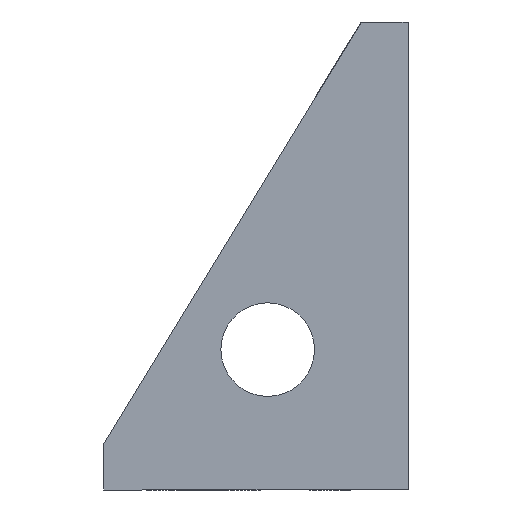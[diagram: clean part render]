
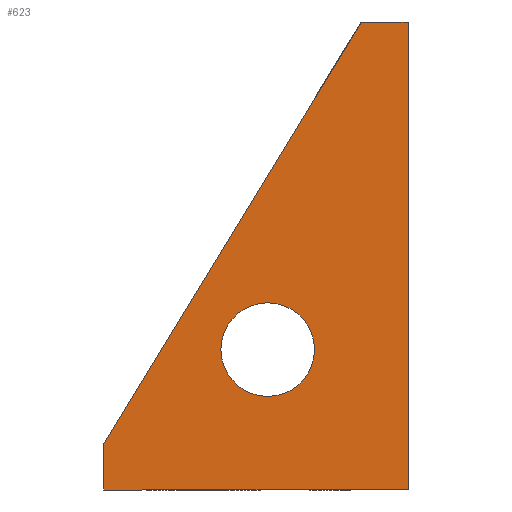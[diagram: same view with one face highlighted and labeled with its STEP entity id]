
A CAD part, front view. The second image highlights one B-rep face of the part: STEP entity #623.
In plain terms, the highlighted planar face has unit normal (0, -1, 0).
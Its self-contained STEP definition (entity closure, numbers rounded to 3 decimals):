
#233=EDGE_CURVE('',#259,#243,#667,.T.);
#243=VERTEX_POINT('',#678);
#259=VERTEX_POINT('',#695);
#293=EDGE_CURVE('',#321,#409,#736,.T.);
#321=VERTEX_POINT('',#767);
#405=EDGE_CURVE('',#409,#321,#865,.T.);
#409=VERTEX_POINT('',#869);
#493=VERTEX_POINT('',#961);
#551=EDGE_CURVE('',#589,#493,#1026,.T.);
#579=VERTEX_POINT('',#1056);
#589=VERTEX_POINT('',#1066);
#593=EDGE_CURVE('',#493,#579,#1070,.T.);
#613=EDGE_CURVE('',#243,#589,#1091,.T.);
#615=EDGE_CURVE('',#579,#259,#1093,.T.);
#623=ADVANCED_FACE('',(#1102,#1103),#1104,.T.);
#667=LINE('',#1145,#1146);
#678=CARTESIAN_POINT('',(-130.0,-33.0,0.));
#695=CARTESIAN_POINT('',(0.0,-33.0,0.0));
#736=CIRCLE('',#1236,20.0);
#767=CARTESIAN_POINT('',(-40.0,-33.0,60.0));
#865=CIRCLE('',#1409,20.0);
#869=CARTESIAN_POINT('',(-80.0,-33.0,60.0));
#961=CARTESIAN_POINT('',(-20.0,-33.0,200.0));
#1026=LINE('',#1631,#1632);
#1056=CARTESIAN_POINT('',(0.0,-33.0,200.0));
#1066=CARTESIAN_POINT('',(-130.0,-33.0,20.));
#1070=LINE('',#1697,#1698);
#1091=LINE('',#1724,#1725);
#1093=LINE('',#1728,#1729);
#1102=FACE_BOUND('',#1740,.T.);
#1103=FACE_OUTER_BOUND('',#1741,.T.);
#1104=PLANE('',#1742);
#1145=CARTESIAN_POINT('',(-130.0,-33.0,0.));
#1146=VECTOR('',#1782,1.0);
#1236=AXIS2_PLACEMENT_3D('',#1866,#1867,#1868);
#1409=AXIS2_PLACEMENT_3D('',#2033,#2034,#2035);
#1631=CARTESIAN_POINT('',(-20.0,-33.0,200.0));
#1632=VECTOR('',#2197,1.0);
#1697=CARTESIAN_POINT('',(0.0,-33.0,200.0));
#1698=VECTOR('',#2239,1.0);
#1724=CARTESIAN_POINT('',(-130.0,-33.0,20.));
#1725=VECTOR('',#2250,1.0);
#1728=CARTESIAN_POINT('',(0.0,-33.0,0.0));
#1729=VECTOR('',#2251,1.0);
#1740=EDGE_LOOP('',(#2262,#2263));
#1741=EDGE_LOOP('',(#2264,#2265,#2266,#2267,#2268));
#1742=AXIS2_PLACEMENT_3D('',#2269,#2270,#2271);
#1782=DIRECTION('',(-1.0,0.0,0.0));
#1866=CARTESIAN_POINT('',(-60.0,-33.0,60.0));
#1867=DIRECTION('',(0.0,1.0,0.));
#1868=DIRECTION('',(1.0,0.0,0.0));
#2033=CARTESIAN_POINT('',(-60.0,-33.0,60.0));
#2034=DIRECTION('',(0.0,1.0,0.));
#2035=DIRECTION('',(1.0,0.0,0.0));
#2197=DIRECTION('',(0.521,0.,0.853));
#2239=DIRECTION('',(1.0,0.0,0.0));
#2250=DIRECTION('',(0.0,0.,1.0));
#2251=DIRECTION('',(0.0,0.,-1.0));
#2262=ORIENTED_EDGE('',*,*,#405,.T.);
#2263=ORIENTED_EDGE('',*,*,#293,.T.);
#2264=ORIENTED_EDGE('',*,*,#233,.F.);
#2265=ORIENTED_EDGE('',*,*,#615,.F.);
#2266=ORIENTED_EDGE('',*,*,#593,.F.);
#2267=ORIENTED_EDGE('',*,*,#551,.F.);
#2268=ORIENTED_EDGE('',*,*,#613,.F.);
#2269=CARTESIAN_POINT('',(-46.598,-33.0,81.598));
#2270=DIRECTION('',(0.0,-1.0,0.));
#2271=DIRECTION('',(1.0,0.0,0.0));
